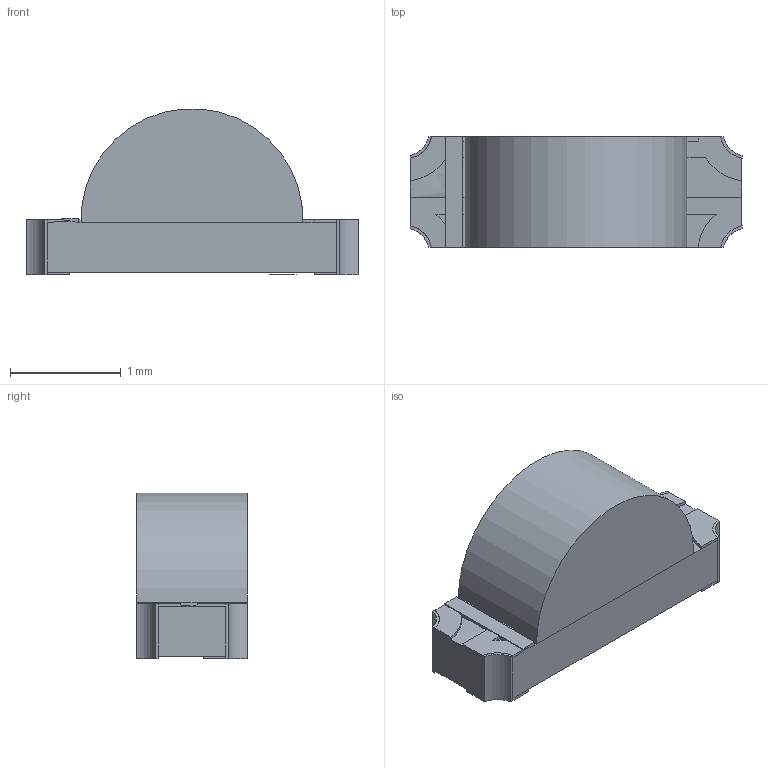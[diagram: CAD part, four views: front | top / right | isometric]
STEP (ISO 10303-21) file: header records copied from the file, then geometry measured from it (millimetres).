
FILE_DESCRIPTION(('FreeCAD Model'),'2;1');
FILE_NAME('Fusion002.step','2017-03-10T21:10:55',( 'Author'),(''),'Open CASCADE STEP processor 6.8','FreeCAD','Unknown' );
FILE_SCHEMA(('AUTOMOTIVE_DESIGN_CC2 { 1 2 10303 214 -1 1 5 4 }'));
Length unit declared in the file: millimetre
Products named in the file (2): ASSEMBLY; Fusion002
Assembly tree (1 placements, depth 2):
  ASSEMBLY
    Fusion002
Bounding box: 3 x 1 x 1.5 mm (x, y, z)
Surface area: 19.7 mm2 (no closed solid volume)
Topology: 0 solids, 178 shells, 326 faces, 671 edges, 337 vertices
Faces by surface type: plane 273, cylinder 53
Entity records: 24666 total; most frequent: CARTESIAN_POINT 11191, DIRECTION 1637, ORIENTED_EDGE 1503, PCURVE 1167, DEFINITIONAL_REPRESENTATION 1167, B_SPLINE_CURVE_WITH_KNOTS 911, EDGE_CURVE 665, SURFACE_CURVE 665
